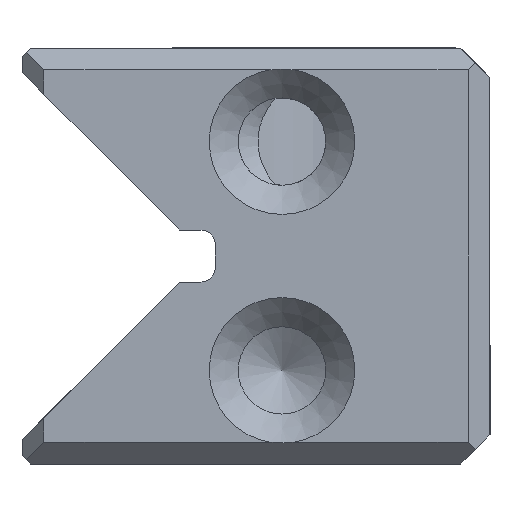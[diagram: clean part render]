
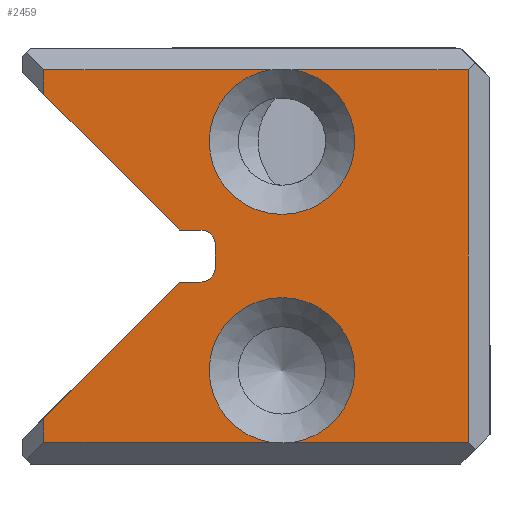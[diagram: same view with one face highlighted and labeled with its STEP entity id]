
A CAD part, left-side view. The second image highlights one B-rep face of the part: STEP entity #2459.
In plain terms, the highlighted planar face has unit normal (-1, 0, 0).
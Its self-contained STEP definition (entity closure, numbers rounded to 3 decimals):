
#2148=FACE_OUTER_BOUND('',#3499,.T.);
#2459=ADVANCED_FACE('',(#2148),#2828,.T.);
#2828=PLANE('',#8736);
#3068=CIRCLE('',#8732,3.5);
#3069=CIRCLE('',#8733,3.5);
#3070=CIRCLE('',#8734,0.7);
#3071=CIRCLE('',#8735,0.7);
#3499=EDGE_LOOP('',(#4179,#4180,#4181,#4182,#4183,#4184,#4185,#4186,#4187,
#4188,#4189,#4190,#4191,#4192,#4193,#4194));
#4179=ORIENTED_EDGE('',*,*,#6687,.F.);
#4180=ORIENTED_EDGE('',*,*,#6688,.T.);
#4181=ORIENTED_EDGE('',*,*,#6689,.T.);
#4182=ORIENTED_EDGE('',*,*,#6690,.T.);
#4183=ORIENTED_EDGE('',*,*,#6691,.T.);
#4184=ORIENTED_EDGE('',*,*,#6692,.T.);
#4185=ORIENTED_EDGE('',*,*,#6693,.T.);
#4186=ORIENTED_EDGE('',*,*,#6694,.T.);
#4187=ORIENTED_EDGE('',*,*,#6695,.T.);
#4188=ORIENTED_EDGE('',*,*,#6696,.T.);
#4189=ORIENTED_EDGE('',*,*,#6697,.T.);
#4190=ORIENTED_EDGE('',*,*,#6698,.T.);
#4191=ORIENTED_EDGE('',*,*,#6699,.F.);
#4192=ORIENTED_EDGE('',*,*,#6700,.F.);
#4193=ORIENTED_EDGE('',*,*,#6701,.T.);
#4194=ORIENTED_EDGE('',*,*,#6702,.T.);
#6047=VERTEX_POINT('',#11161);
#6048=VERTEX_POINT('',#11162);
#6049=VERTEX_POINT('',#11164);
#6050=VERTEX_POINT('',#11166);
#6051=VERTEX_POINT('',#11168);
#6052=VERTEX_POINT('',#11170);
#6053=VERTEX_POINT('',#11172);
#6054=VERTEX_POINT('',#11174);
#6055=VERTEX_POINT('',#11176);
#6056=VERTEX_POINT('',#11178);
#6057=VERTEX_POINT('',#11180);
#6058=VERTEX_POINT('',#11182);
#6059=VERTEX_POINT('',#11184);
#6060=VERTEX_POINT('',#11186);
#6061=VERTEX_POINT('',#11188);
#6062=VERTEX_POINT('',#11190);
#6687=EDGE_CURVE('',#6047,#6048,#3068,.T.);
#6688=EDGE_CURVE('',#6047,#6049,#7537,.T.);
#6689=EDGE_CURVE('',#6049,#6050,#7538,.T.);
#6690=EDGE_CURVE('',#6050,#6051,#7539,.T.);
#6691=EDGE_CURVE('',#6051,#6052,#3069,.T.);
#6692=EDGE_CURVE('',#6052,#6053,#7540,.T.);
#6693=EDGE_CURVE('',#6053,#6054,#7541,.T.);
#6694=EDGE_CURVE('',#6054,#6055,#7542,.T.);
#6695=EDGE_CURVE('',#6055,#6056,#7543,.T.);
#6696=EDGE_CURVE('',#6056,#6057,#3070,.T.);
#6697=EDGE_CURVE('',#6057,#6058,#7544,.T.);
#6698=EDGE_CURVE('',#6058,#6059,#3071,.T.);
#6699=EDGE_CURVE('',#6060,#6059,#7545,.T.);
#6700=EDGE_CURVE('',#6061,#6060,#7546,.T.);
#6701=EDGE_CURVE('',#6061,#6062,#7547,.T.);
#6702=EDGE_CURVE('',#6062,#6048,#7548,.T.);
#7537=LINE('',#11163,#8211);
#7538=LINE('',#11165,#8212);
#7539=LINE('',#11167,#8213);
#7540=LINE('',#11171,#8214);
#7541=LINE('',#11173,#8215);
#7542=LINE('',#11175,#8216);
#7543=LINE('',#11177,#8217);
#7544=LINE('',#11181,#8218);
#7545=LINE('',#11185,#8219);
#7546=LINE('',#11187,#8220);
#7547=LINE('',#11189,#8221);
#7548=LINE('',#11191,#8222);
#8211=VECTOR('',#9251,1.);
#8212=VECTOR('',#9252,1.);
#8213=VECTOR('',#9253,1.);
#8214=VECTOR('',#9256,1.);
#8215=VECTOR('',#9257,1.);
#8216=VECTOR('',#9258,1.);
#8217=VECTOR('',#9259,1.);
#8218=VECTOR('',#9262,1.);
#8219=VECTOR('',#9265,1.);
#8220=VECTOR('',#9266,1.);
#8221=VECTOR('',#9267,1.);
#8222=VECTOR('',#9268,1.);
#8732=AXIS2_PLACEMENT_3D('',#11160,#9249,#9250);
#8733=AXIS2_PLACEMENT_3D('',#11169,#9254,#9255);
#8734=AXIS2_PLACEMENT_3D('',#11179,#9260,#9261);
#8735=AXIS2_PLACEMENT_3D('',#11183,#9263,#9264);
#8736=AXIS2_PLACEMENT_3D('',#11192,#9269,#9270);
#9249=DIRECTION('',(-1.,0.,0.));
#9250=DIRECTION('',(0.,0.,1.));
#9251=DIRECTION('',(0.,-1.,0.));
#9252=DIRECTION('',(0.,0.,1.));
#9253=DIRECTION('',(0.,1.,0.));
#9254=DIRECTION('',(1.,0.,0.));
#9255=DIRECTION('',(0.,0.,-1.));
#9256=DIRECTION('',(0.,1.,0.));
#9257=DIRECTION('',(0.,0.,-1.));
#9258=DIRECTION('',(0.,-0.707,-0.707));
#9259=DIRECTION('',(0.,-1.,0.));
#9260=DIRECTION('',(1.,0.,0.));
#9261=DIRECTION('',(0.,0.,1.));
#9262=DIRECTION('',(0.,0.,-1.));
#9263=DIRECTION('',(1.,0.,0.));
#9264=DIRECTION('',(0.,0.,1.));
#9265=DIRECTION('',(0.,-1.,0.));
#9266=DIRECTION('',(0.,-0.707,0.707));
#9267=DIRECTION('',(0.,0.,-1.));
#9268=DIRECTION('',(0.,-1.,0.));
#9269=DIRECTION('',(-1.,0.,0.));
#9270=DIRECTION('',(0.,0.,-1.));
#11160=CARTESIAN_POINT('',(0.,10.,4.5));
#11161=CARTESIAN_POINT('',(0.,9.411,1.05));
#11162=CARTESIAN_POINT('',(0.,10.589,1.05));
#11163=CARTESIAN_POINT('',(0.,11.25,1.05));
#11164=CARTESIAN_POINT('',(0.,1.05,1.05));
#11165=CARTESIAN_POINT('',(0.,1.05,0.));
#11166=CARTESIAN_POINT('',(0.,1.05,18.95));
#11167=CARTESIAN_POINT('',(0.,11.25,18.95));
#11168=CARTESIAN_POINT('',(0.,9.411,18.95));
#11169=CARTESIAN_POINT('',(0.,10.,15.5));
#11170=CARTESIAN_POINT('',(0.,10.589,18.95));
#11171=CARTESIAN_POINT('',(0.,11.25,18.95));
#11172=CARTESIAN_POINT('',(0.,21.45,18.95));
#11173=CARTESIAN_POINT('',(0.,21.45,0.));
#11174=CARTESIAN_POINT('',(0.,21.45,17.778));
#11175=CARTESIAN_POINT('',(0.,22.5,18.828));
#11176=CARTESIAN_POINT('',(0.,14.922,11.25));
#11177=CARTESIAN_POINT('',(0.,13.2,11.25));
#11178=CARTESIAN_POINT('',(0.,13.9,11.25));
#11179=CARTESIAN_POINT('',(0.,13.9,10.55));
#11180=CARTESIAN_POINT('',(0.,13.2,10.55));
#11181=CARTESIAN_POINT('',(0.,13.2,11.25));
#11182=CARTESIAN_POINT('',(0.,13.2,9.45));
#11183=CARTESIAN_POINT('',(0.,13.9,9.45));
#11184=CARTESIAN_POINT('',(0.,13.9,8.75));
#11185=CARTESIAN_POINT('',(0.,13.2,8.75));
#11186=CARTESIAN_POINT('',(0.,14.922,8.75));
#11187=CARTESIAN_POINT('',(0.,22.5,1.172));
#11188=CARTESIAN_POINT('',(0.,21.45,2.222));
#11189=CARTESIAN_POINT('',(0.,21.45,0.));
#11190=CARTESIAN_POINT('',(0.,21.45,1.05));
#11191=CARTESIAN_POINT('',(0.,11.25,1.05));
#11192=CARTESIAN_POINT('',(0.,11.25,0.));
